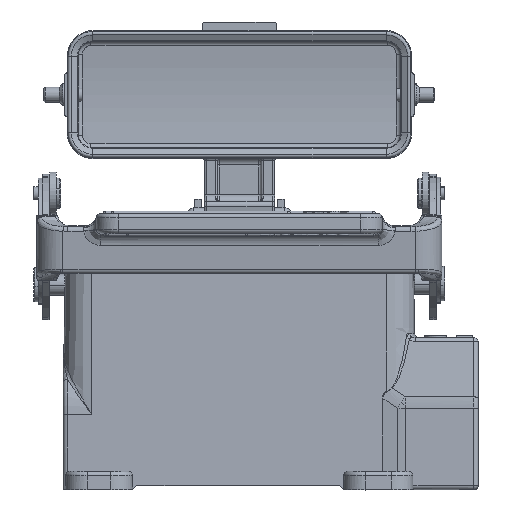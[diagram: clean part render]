
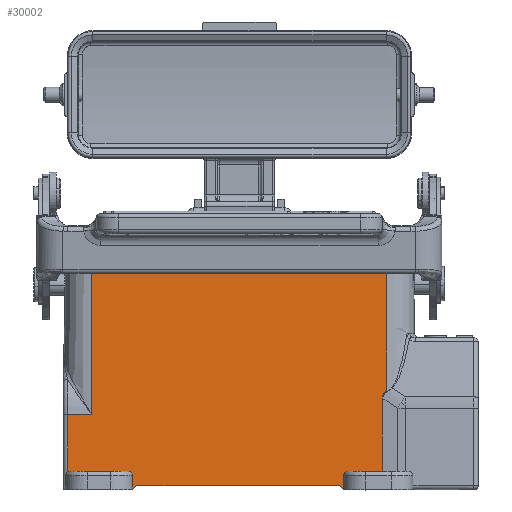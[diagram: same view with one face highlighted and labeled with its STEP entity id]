
A CAD part, top view. The second image highlights one B-rep face of the part: STEP entity #30002.
In plain terms, the highlighted planar face has unit normal (0, 0.018, 1).
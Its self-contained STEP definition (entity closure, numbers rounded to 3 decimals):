
#2157=DIRECTION('',(-0.707,0.707,-0.012));
#2158=VECTOR('',#2157,1.414);
#2159=CARTESIAN_POINT('',(24.,-58.5,15.745));
#2160=LINE('',#2159,#2158);
#2161=DIRECTION('',(-1.,0.,0.));
#2162=VECTOR('',#2161,46.6);
#2163=CARTESIAN_POINT('',(23.,-57.5,15.727));
#2164=LINE('',#2163,#2162);
#2165=DIRECTION('',(-0.707,-0.707,0.012));
#2166=VECTOR('',#2165,1.414);
#2167=CARTESIAN_POINT('',(-23.6,-57.5,
15.727));
#2168=LINE('',#2167,#2166);
#2187=CARTESIAN_POINT('',(34.,-35.81,15.349));
#2189=DIRECTION('',(0.,1.,-0.017));
#2190=VECTOR('',#2189,33.824);
#2191=CARTESIAN_POINT('',(34.,-35.81,15.349));
#2192=LINE('',#2191,#2190);
#11541=DIRECTION('',(-1.,0.,0.));
#11542=VECTOR('',#11541,68.);
#11543=CARTESIAN_POINT('',(34.,-1.991,
14.759));
#11544=LINE('',#11543,#11542);
#11669=DIRECTION('',(0.,-1.,0.017));
#11670=VECTOR('',#11669,39.245);
#11671=CARTESIAN_POINT('',(-34.,-1.991,
14.759));
#11672=LINE('',#11671,#11670);
#11711=DIRECTION('',(-1.,0.,0.));
#11712=VECTOR('',#11711,5.6);
#11713=CARTESIAN_POINT('',(-34.,-41.23,
15.443));
#11714=LINE('',#11713,#11712);
#11785=DIRECTION('',(0.,-1.,0.017));
#11786=VECTOR('',#11785,13.24);
#11787=CARTESIAN_POINT('',(-39.6,-41.23,15.443));
#11788=LINE('',#11787,#11786);
#11803=CARTESIAN_POINT('',(-39.6,-54.469,15.675));
#11804=CARTESIAN_POINT('',(-39.432,-54.356,
15.673));
#11805=CARTESIAN_POINT('',(-39.246,-54.3,
15.672));
#11806=CARTESIAN_POINT('',(-39.044,-54.3,
15.672));
#11828=CARTESIAN_POINT('',(-25.656,-54.3,
15.672));
#11829=CARTESIAN_POINT('',(-25.549,-54.3,
15.672));
#11830=CARTESIAN_POINT('',(-25.347,-54.332,
15.672));
#11831=CARTESIAN_POINT('',(-25.064,-54.474,
15.675));
#11832=CARTESIAN_POINT('',(-24.84,-54.694,
15.678));
#11833=CARTESIAN_POINT('',(-24.694,-54.974,
15.683));
#11834=CARTESIAN_POINT('',(-24.658,-55.176,
15.687));
#11835=CARTESIAN_POINT('',(-24.656,-55.283,
15.689));
#11859=DIRECTION('',(1.,0.,0.));
#11860=VECTOR('',#11859,13.388);
#11861=CARTESIAN_POINT('',(-39.044,-54.3,
15.672));
#11862=LINE('',#11861,#11860);
#12011=DIRECTION('',(0.017,-1.,0.017));
#12012=VECTOR('',#12011,3.218);
#12013=CARTESIAN_POINT('',(-24.656,-55.283,
15.689));
#12014=LINE('',#12013,#12012);
#18848=DIRECTION('',(0.017,1.,-0.017));
#18849=VECTOR('',#18848,3.218);
#18850=CARTESIAN_POINT('',(24.,-58.5,
15.745));
#18851=LINE('',#18850,#18849);
#18914=CARTESIAN_POINT('',(24.056,-55.283,
15.689));
#18915=CARTESIAN_POINT('',(24.058,-55.176,
15.687));
#18916=CARTESIAN_POINT('',(24.094,-54.974,
15.683));
#18917=CARTESIAN_POINT('',(24.24,-54.694,
15.678));
#18918=CARTESIAN_POINT('',(24.464,-54.474,
15.675));
#18919=CARTESIAN_POINT('',(24.747,-54.332,
15.672));
#18920=CARTESIAN_POINT('',(24.949,-54.3,
15.672));
#18921=CARTESIAN_POINT('',(25.056,-54.3,
15.672));
#18923=DIRECTION('',(1.,0.,0.));
#18924=VECTOR('',#18923,7.885);
#18925=CARTESIAN_POINT('',(25.056,-54.3,
15.672));
#18926=LINE('',#18925,#18924);
#18981=DIRECTION('',(0.,1.,-0.017));
#18982=VECTOR('',#18981,16.807);
#18983=CARTESIAN_POINT('',(32.941,-54.3,
15.672));
#18984=LINE('',#18983,#18982);
#18990=CARTESIAN_POINT('',(32.941,-37.496,
15.378));
#18991=CARTESIAN_POINT('',(32.945,-37.274,
15.374));
#18992=CARTESIAN_POINT('',(32.995,-36.875,
15.367));
#18993=CARTESIAN_POINT('',(33.215,-36.42,
15.36));
#18994=CARTESIAN_POINT('',(33.529,-36.076,
15.354));
#18995=CARTESIAN_POINT('',(33.829,-35.89,
15.35));
#18996=CARTESIAN_POINT('',(34.,-35.81,
15.349));
#22965=CARTESIAN_POINT('',(24.,-58.5,
15.745));
#22966=VERTEX_POINT('',#22965);
#22967=CARTESIAN_POINT('',(23.,-57.5,
15.727));
#22968=VERTEX_POINT('',#22967);
#22969=CARTESIAN_POINT('',(-23.6,-57.5,
15.727));
#22970=VERTEX_POINT('',#22969);
#22971=CARTESIAN_POINT('',(-24.6,-58.5,
15.745));
#22972=VERTEX_POINT('',#22971);
#22979=VERTEX_POINT('',#2187);
#22980=CARTESIAN_POINT('',(34.,-1.991,
14.759));
#22981=VERTEX_POINT('',#22980);
#23433=CARTESIAN_POINT('',(-34.,-1.991,
14.759));
#23434=VERTEX_POINT('',#23433);
#23466=CARTESIAN_POINT('',(-34.,-41.23,
15.443));
#23467=VERTEX_POINT('',#23466);
#23470=CARTESIAN_POINT('',(-39.6,-41.23,15.443));
#23471=VERTEX_POINT('',#23470);
#23490=CARTESIAN_POINT('',(-39.6,-54.469,15.675));
#23491=VERTEX_POINT('',#23490);
#23496=VERTEX_POINT('',#11806);
#23515=CARTESIAN_POINT('',(-25.656,-54.3,
15.672));
#23516=VERTEX_POINT('',#23515);
#23517=VERTEX_POINT('',#11835);
#25632=CARTESIAN_POINT('',(24.056,-55.283,
15.689));
#25633=VERTEX_POINT('',#25632);
#25644=VERTEX_POINT('',#18921);
#25645=CARTESIAN_POINT('',(32.941,-54.3,
15.672));
#25646=VERTEX_POINT('',#25645);
#25655=CARTESIAN_POINT('',(32.941,-37.496,
15.378));
#25656=VERTEX_POINT('',#25655);
#29963=CARTESIAN_POINT('',(-2.8,-30.246,
15.252));
#29964=DIRECTION('',(0.,0.017,1.));
#29965=DIRECTION('',(0.,-1.,0.017));
#29966=AXIS2_PLACEMENT_3D('',#29963,#29964,#29965);
#29967=PLANE('',#29966);
#29969=ORIENTED_EDGE('',*,*,#29968,.F.);
#29971=ORIENTED_EDGE('',*,*,#29970,.F.);
#29973=ORIENTED_EDGE('',*,*,#29972,.F.);
#29975=ORIENTED_EDGE('',*,*,#29974,.F.);
#29977=ORIENTED_EDGE('',*,*,#29976,.F.);
#29979=ORIENTED_EDGE('',*,*,#29978,.F.);
#29980=ORIENTED_EDGE('',*,*,#29929,.T.);
#29981=ORIENTED_EDGE('',*,*,#29942,.T.);
#29983=ORIENTED_EDGE('',*,*,#29982,.T.);
#29985=ORIENTED_EDGE('',*,*,#29984,.F.);
#29987=ORIENTED_EDGE('',*,*,#29986,.F.);
#29989=ORIENTED_EDGE('',*,*,#29988,.F.);
#29991=ORIENTED_EDGE('',*,*,#29990,.F.);
#29993=ORIENTED_EDGE('',*,*,#29992,.F.);
#29995=ORIENTED_EDGE('',*,*,#29994,.F.);
#29997=ORIENTED_EDGE('',*,*,#29996,.F.);
#29999=ORIENTED_EDGE('',*,*,#29998,.F.);
#30000=EDGE_LOOP('',(#29969,#29971,#29973,#29975,#29977,#29979,#29980,#29981,
#29983,#29985,#29987,#29989,#29991,#29993,#29995,#29997,#29999));
#30001=FACE_OUTER_BOUND('',#30000,.F.);
#30002=ADVANCED_FACE('',(#30001),#29967,.T.);
#11807=B_SPLINE_CURVE_WITH_KNOTS('',3,(#11803,#11804,#11805,#11806),
.UNSPECIFIED.,.F.,.F.,(4,4),(0.,1.),.UNSPECIFIED.);
#11836=B_SPLINE_CURVE_WITH_KNOTS('',3,(#11828,#11829,#11830,#11831,#11832,
#11833,#11834,#11835),.UNSPECIFIED.,.F.,.F.,(4,1,1,1,1,4),(0.,0.2,0.4,
0.6,0.8,1.),.UNSPECIFIED.);
#18922=B_SPLINE_CURVE_WITH_KNOTS('',3,(#18914,#18915,#18916,#18917,#18918,
#18919,#18920,#18921),.UNSPECIFIED.,.F.,.F.,(4,1,1,1,1,4),(0.,0.2,0.4,
0.6,0.8,1.),.UNSPECIFIED.);
#18997=B_SPLINE_CURVE_WITH_KNOTS('',3,(#18990,#18991,#18992,#18993,#18994,
#18995,#18996),.UNSPECIFIED.,.F.,.F.,(4,1,1,1,4),(0.,0.25,0.5,0.75,
1.),.UNSPECIFIED.);
#29929=EDGE_CURVE('',#22966,#22968,#2160,.T.);
#29942=EDGE_CURVE('',#22968,#22970,#2164,.T.);
#29968=EDGE_CURVE('',#22979,#22981,#2192,.T.);
#29970=EDGE_CURVE('',#25656,#22979,#18997,.T.);
#29972=EDGE_CURVE('',#25646,#25656,#18984,.T.);
#29974=EDGE_CURVE('',#25644,#25646,#18926,.T.);
#29976=EDGE_CURVE('',#25633,#25644,#18922,.T.);
#29978=EDGE_CURVE('',#22966,#25633,#18851,.T.);
#29982=EDGE_CURVE('',#22970,#22972,#2168,.T.);
#29984=EDGE_CURVE('',#23517,#22972,#12014,.T.);
#29986=EDGE_CURVE('',#23516,#23517,#11836,.T.);
#29988=EDGE_CURVE('',#23496,#23516,#11862,.T.);
#29990=EDGE_CURVE('',#23491,#23496,#11807,.T.);
#29992=EDGE_CURVE('',#23471,#23491,#11788,.T.);
#29994=EDGE_CURVE('',#23467,#23471,#11714,.T.);
#29996=EDGE_CURVE('',#23434,#23467,#11672,.T.);
#29998=EDGE_CURVE('',#22981,#23434,#11544,.T.);
